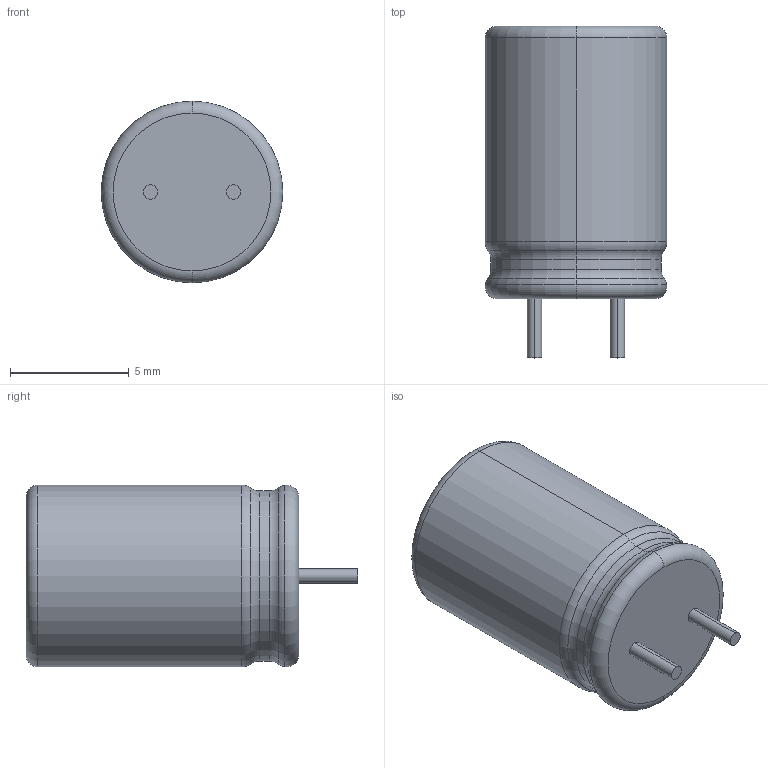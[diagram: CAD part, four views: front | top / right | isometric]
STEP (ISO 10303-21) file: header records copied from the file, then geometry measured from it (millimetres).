
FILE_DESCRIPTION (( 'STEP AP214' ), '1' );
FILE_NAME ('CAP electrolitico 8mm.STEP', '2020-07-10T07:01:02', ( '' ), ( '' ), 'SwSTEP 2.0', 'SolidWorks 2018', '' );
FILE_SCHEMA (( 'AUTOMOTIVE_DESIGN' ));
Length unit declared in the file: millimetre
Products named in the file (1): CAP electrolitico 8mm
Bounding box: 7.67 x 14 x 7.67 mm (x, y, z)
Volume: 520.6 mm3; surface area: 371.9 mm2
Topology: 1 solids, 1 shells, 37 faces, 79 edges, 48 vertices
Faces by surface type: plane 15, torus 12, cylinder 10
Entity records: 1246 total; most frequent: DIRECTION 197, CARTESIAN_POINT 165, ORIENTED_EDGE 158, AXIS2_PLACEMENT_3D 80, EDGE_CURVE 79, VERTEX_POINT 48, CIRCLE 42, EDGE_LOOP 41
